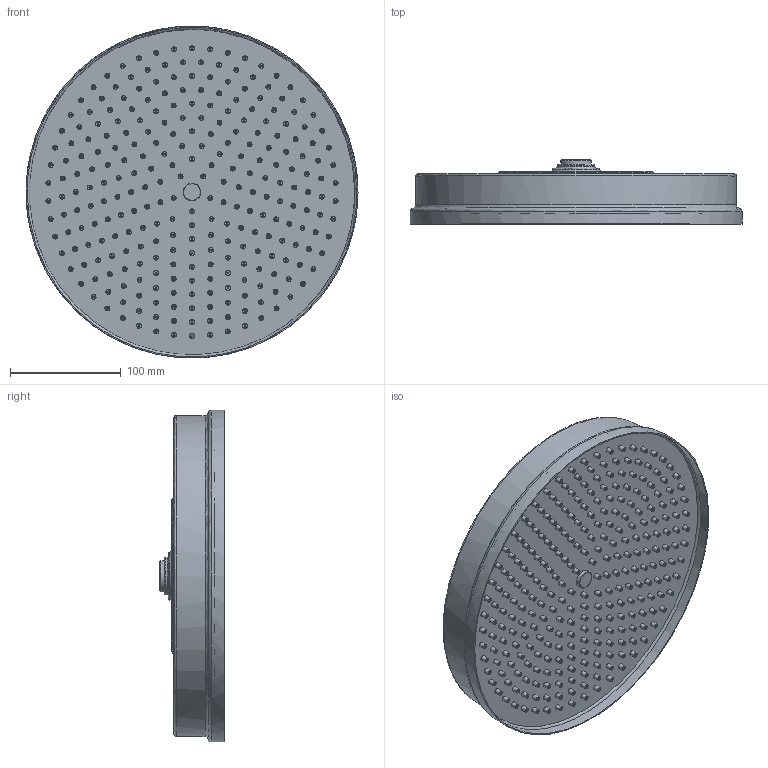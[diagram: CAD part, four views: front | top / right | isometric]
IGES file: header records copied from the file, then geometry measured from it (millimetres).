
Global section: file name: V665; native system: Autodesk Inventor 2014; preprocessor: unknown; author: A.PRICE; date: 20150429.082911; units: millimetre
Bounding box: 300 x 58.45 x 299.83 mm (x, y, z)
Volume: 2346030.8 mm3; surface area: 220296.5 mm2
Topology: 4 solids, 8 shells, 1232 faces, 2058 edges, 1385 vertices
Faces by surface type: bspline 1232
